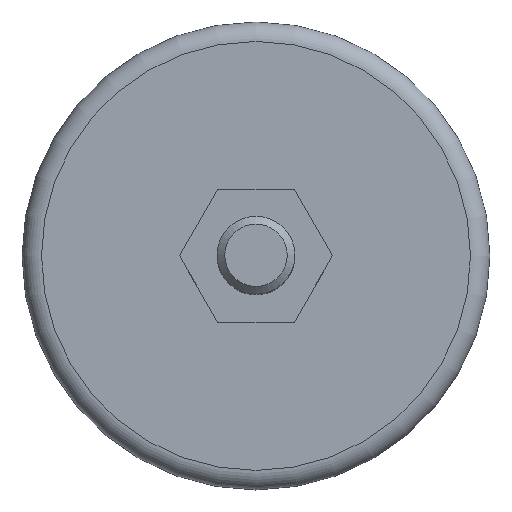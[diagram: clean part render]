
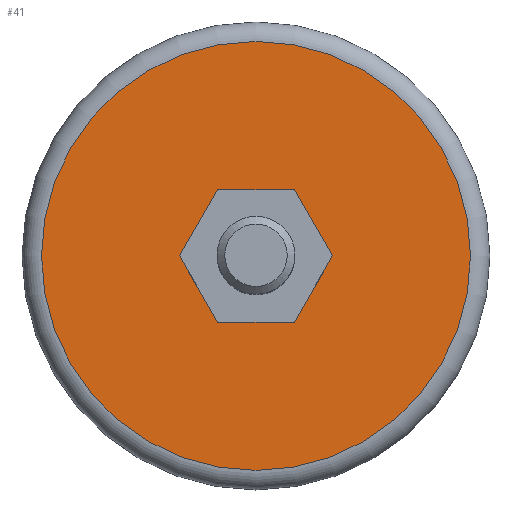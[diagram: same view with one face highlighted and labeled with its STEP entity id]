
A CAD part, top view. The second image highlights one B-rep face of the part: STEP entity #41.
In plain terms, the highlighted planar face has unit normal (0, 0, 1).
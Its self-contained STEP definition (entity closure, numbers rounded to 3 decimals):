
#41 = ADVANCED_FACE( '', ( #90, #91 ), #92, .F. );
#90 = FACE_OUTER_BOUND( '', #149, .T. );
#91 = FACE_BOUND( '', #150, .T. );
#92 = PLANE( '', #151 );
#149 = EDGE_LOOP( '', ( #204 ) );
#150 = EDGE_LOOP( '', ( #205, #206, #207, #208, #209, #210 ) );
#151 = AXIS2_PLACEMENT_3D( '', #211, #212, #213 );
#204 = ORIENTED_EDGE( '', *, *, #311, .T. );
#205 = ORIENTED_EDGE( '', *, *, #312, .F. );
#206 = ORIENTED_EDGE( '', *, *, #313, .F. );
#207 = ORIENTED_EDGE( '', *, *, #314, .F. );
#208 = ORIENTED_EDGE( '', *, *, #315, .F. );
#209 = ORIENTED_EDGE( '', *, *, #316, .F. );
#210 = ORIENTED_EDGE( '', *, *, #317, .F. );
#211 = CARTESIAN_POINT( '', ( 30., 0., 10. ) );
#212 = DIRECTION( '', ( 0., 0., -1. ) );
#213 = DIRECTION( '', ( -1., 0., 0. ) );
#311 = EDGE_CURVE( '', #353, #353, #354, .F. );
#312 = EDGE_CURVE( '', #355, #356, #357, .T. );
#313 = EDGE_CURVE( '', #358, #355, #359, .T. );
#314 = EDGE_CURVE( '', #360, #358, #361, .T. );
#315 = EDGE_CURVE( '', #362, #360, #363, .T. );
#316 = EDGE_CURVE( '', #364, #362, #365, .T. );
#317 = EDGE_CURVE( '', #356, #364, #366, .T. );
#353 = VERTEX_POINT( '', #412 );
#354 = CIRCLE( '', #413, 27.5 );
#355 = VERTEX_POINT( '', #414 );
#356 = VERTEX_POINT( '', #415 );
#357 = LINE( '', #416, #417 );
#358 = VERTEX_POINT( '', #418 );
#359 = LINE( '', #419, #420 );
#360 = VERTEX_POINT( '', #421 );
#361 = LINE( '', #422, #423 );
#362 = VERTEX_POINT( '', #424 );
#363 = LINE( '', #425, #426 );
#364 = VERTEX_POINT( '', #427 );
#365 = LINE( '', #428, #429 );
#366 = LINE( '', #430, #431 );
#412 = CARTESIAN_POINT( '', ( -27.5, 0., 10. ) );
#413 = AXIS2_PLACEMENT_3D( '', #489, #490, #491 );
#414 = CARTESIAN_POINT( '', ( 4.907, 8.5, 10. ) );
#415 = CARTESIAN_POINT( '', ( -4.907, 8.5, 10. ) );
#416 = CARTESIAN_POINT( '', ( 4.907, 8.5, 10. ) );
#417 = VECTOR( '', #492, 1000. );
#418 = CARTESIAN_POINT( '', ( 9.815, 0., 10. ) );
#419 = CARTESIAN_POINT( '', ( 9.815, 0., 10. ) );
#420 = VECTOR( '', #493, 1000. );
#421 = CARTESIAN_POINT( '', ( 4.907, -8.5, 10. ) );
#422 = CARTESIAN_POINT( '', ( 4.907, -8.5, 10. ) );
#423 = VECTOR( '', #494, 1000. );
#424 = CARTESIAN_POINT( '', ( -4.907, -8.5, 10. ) );
#425 = CARTESIAN_POINT( '', ( -4.907, -8.5, 10. ) );
#426 = VECTOR( '', #495, 1000. );
#427 = CARTESIAN_POINT( '', ( -9.815, 0., 10. ) );
#428 = CARTESIAN_POINT( '', ( -9.815, 0., 10. ) );
#429 = VECTOR( '', #496, 1000. );
#430 = CARTESIAN_POINT( '', ( -4.907, 8.5, 10. ) );
#431 = VECTOR( '', #497, 1000. );
#489 = CARTESIAN_POINT( '', ( 0., 0., 10. ) );
#490 = DIRECTION( '', ( 0., 0., -1. ) );
#491 = DIRECTION( '', ( -1., 0., 0. ) );
#492 = DIRECTION( '', ( -1., 0., 0. ) );
#493 = DIRECTION( '', ( -0.5, 0.866, 0. ) );
#494 = DIRECTION( '', ( 0.5, 0.866, 0. ) );
#495 = DIRECTION( '', ( 1., 0., 0. ) );
#496 = DIRECTION( '', ( 0.5, -0.866, 0. ) );
#497 = DIRECTION( '', ( -0.5, -0.866, 0. ) );
